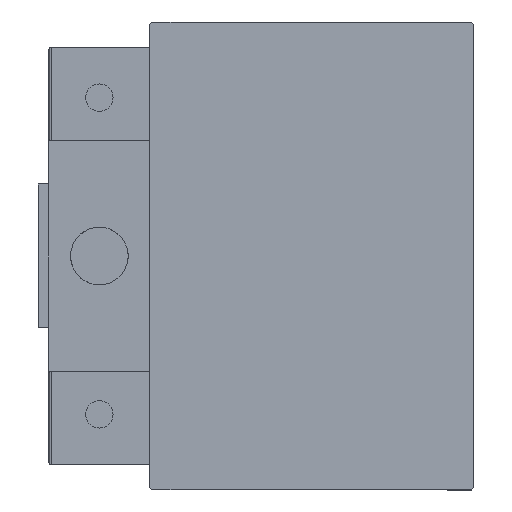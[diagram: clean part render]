
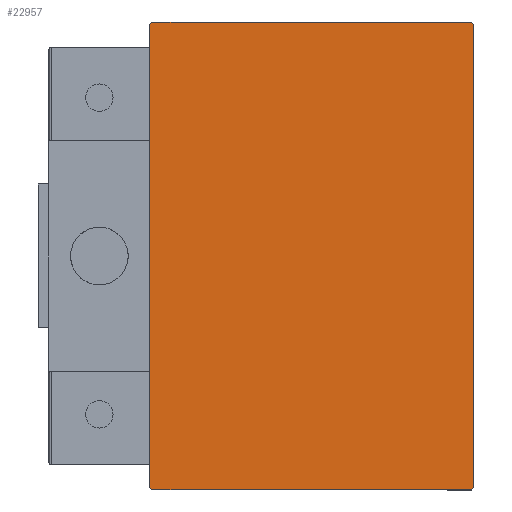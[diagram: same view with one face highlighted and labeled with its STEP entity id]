
A CAD part, left-side view. The second image highlights one B-rep face of the part: STEP entity #22957.
In plain terms, the highlighted face is planar.
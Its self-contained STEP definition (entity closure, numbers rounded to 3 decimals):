
#548 = LINE ( 'NONE', #38781, #41159 ) ;
#2987 = EDGE_CURVE ( 'NONE', #12294, #47968, #43132, .T. ) ;
#3493 = EDGE_CURVE ( 'NONE', #37895, #12294, #7496, .T. ) ;
#4881 = VECTOR ( 'NONE', #40340, 1000. ) ;
#4971 = LINE ( 'NONE', #5241, #12967 ) ;
#5241 = CARTESIAN_POINT ( 'NONE',  ( 130., -22.5, -32.5 ) ) ;
#5721 = CARTESIAN_POINT ( 'NONE',  ( 130., 22.5, -32.2 ) ) ;
#6151 = EDGE_CURVE ( 'NONE', #30001, #22914, #50084, .T. ) ;
#6852 = ORIENTED_EDGE ( 'NONE', *, *, #6151, .T. ) ;
#7441 = CARTESIAN_POINT ( 'NONE',  ( 130., 22.5, 32.2 ) ) ;
#7496 = LINE ( 'NONE', #36810, #4881 ) ;
#8794 = CARTESIAN_POINT ( 'NONE',  ( 130., -27.35, -27.35 ) ) ;
#10385 = VECTOR ( 'NONE', #38726, 1000. ) ;
#10975 = VERTEX_POINT ( 'NONE', #49779 ) ;
#11254 = ORIENTED_EDGE ( 'NONE', *, *, #27757, .T. ) ;
#11678 = VECTOR ( 'NONE', #52017, 1000. ) ;
#12294 = VERTEX_POINT ( 'NONE', #5721 ) ;
#12967 = VECTOR ( 'NONE', #46243, 1000. ) ;
#13992 = CARTESIAN_POINT ( 'NONE',  ( 130., 27.35, 27.35 ) ) ;
#14008 = VERTEX_POINT ( 'NONE', #26101 ) ;
#14710 = PLANE ( 'NONE',  #22743 ) ;
#15787 = FACE_OUTER_BOUND ( 'NONE', #49867, .T. ) ;
#15860 = ORIENTED_EDGE ( 'NONE', *, *, #47741, .T. ) ;
#17811 = LINE ( 'NONE', #13992, #22308 ) ;
#17858 = CARTESIAN_POINT ( 'NONE',  ( 130., 22.5, 32.5 ) ) ;
#18375 = EDGE_CURVE ( 'NONE', #10975, #14008, #22702, .T. ) ;
#19586 = DIRECTION ( 'NONE',  ( 1., 0., 0. ) ) ;
#20468 = DIRECTION ( 'NONE',  ( 0., 0.707, -0.707 ) ) ;
#22308 = VECTOR ( 'NONE', #51208, 1000. ) ;
#22702 = LINE ( 'NONE', #17858, #10385 ) ;
#22743 = AXIS2_PLACEMENT_3D ( 'NONE', #31229, #19586, #47818 ) ;
#22914 = VERTEX_POINT ( 'NONE', #51911 ) ;
#22935 = LINE ( 'NONE', #31062, #11678 ) ;
#22957 = ADVANCED_FACE ( 'NONE', ( #15787 ), #14710, .T. ) ;
#26101 = CARTESIAN_POINT ( 'NONE',  ( 130., -22.2, 32.5 ) ) ;
#27757 = EDGE_CURVE ( 'NONE', #14008, #28171, #548, .T. ) ;
#27773 = ORIENTED_EDGE ( 'NONE', *, *, #2987, .T. ) ;
#28171 = VERTEX_POINT ( 'NONE', #52782 ) ;
#28512 = ORIENTED_EDGE ( 'NONE', *, *, #18375, .T. ) ;
#30001 = VERTEX_POINT ( 'NONE', #48831 ) ;
#31062 = CARTESIAN_POINT ( 'NONE',  ( 130., -22.5, 32.5 ) ) ;
#31229 = CARTESIAN_POINT ( 'NONE',  ( 130., 0., 0. ) ) ;
#34069 = CARTESIAN_POINT ( 'NONE',  ( 130., 22.2, -32.5 ) ) ;
#34705 = DIRECTION ( 'NONE',  ( 0., -0.707, -0.707 ) ) ;
#34983 = CARTESIAN_POINT ( 'NONE',  ( 130., 22.5, -32.5 ) ) ;
#36810 = CARTESIAN_POINT ( 'NONE',  ( 130., 27.35, -27.35 ) ) ;
#37756 = EDGE_CURVE ( 'NONE', #28171, #30001, #22935, .T. ) ;
#37895 = VERTEX_POINT ( 'NONE', #34069 ) ;
#38726 = DIRECTION ( 'NONE',  ( 0., -1., 0. ) ) ;
#38781 = CARTESIAN_POINT ( 'NONE',  ( 130., -27.35, 27.35 ) ) ;
#39538 = VECTOR ( 'NONE', #48024, 1000. ) ;
#40340 = DIRECTION ( 'NONE',  ( 0., 0.707, 0.707 ) ) ;
#41159 = VECTOR ( 'NONE', #34705, 1000. ) ;
#42647 = ORIENTED_EDGE ( 'NONE', *, *, #37756, .T. ) ;
#43132 = LINE ( 'NONE', #34983, #39538 ) ;
#46243 = DIRECTION ( 'NONE',  ( 0., 1., 0. ) ) ;
#47469 = VECTOR ( 'NONE', #20468, 1000. ) ;
#47741 = EDGE_CURVE ( 'NONE', #47968, #10975, #17811, .T. ) ;
#47818 = DIRECTION ( 'NONE',  ( 0., 0., -1. ) ) ;
#47968 = VERTEX_POINT ( 'NONE', #7441 ) ;
#48024 = DIRECTION ( 'NONE',  ( 0., 0., 1. ) ) ;
#48831 = CARTESIAN_POINT ( 'NONE',  ( 130., -22.5, -32.2 ) ) ;
#49405 = ORIENTED_EDGE ( 'NONE', *, *, #3493, .T. ) ;
#49779 = CARTESIAN_POINT ( 'NONE',  ( 130., 22.2, 32.5 ) ) ;
#49867 = EDGE_LOOP ( 'NONE', ( #51521, #49405, #27773, #15860, #28512, #11254, #42647, #6852 ) ) ;
#50084 = LINE ( 'NONE', #8794, #47469 ) ;
#51208 = DIRECTION ( 'NONE',  ( 0., -0.707, 0.707 ) ) ;
#51521 = ORIENTED_EDGE ( 'NONE', *, *, #52240, .T. ) ;
#51911 = CARTESIAN_POINT ( 'NONE',  ( 130., -22.2, -32.5 ) ) ;
#52017 = DIRECTION ( 'NONE',  ( 0., 0., -1. ) ) ;
#52240 = EDGE_CURVE ( 'NONE', #22914, #37895, #4971, .T. ) ;
#52782 = CARTESIAN_POINT ( 'NONE',  ( 130., -22.5, 32.2 ) ) ;
